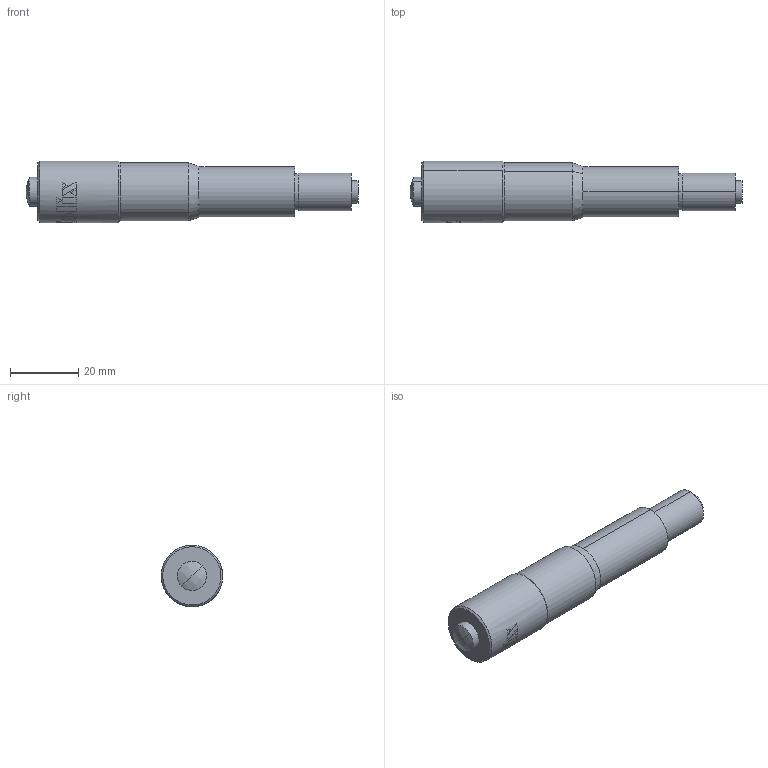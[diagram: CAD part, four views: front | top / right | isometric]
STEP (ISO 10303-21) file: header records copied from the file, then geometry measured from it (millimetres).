
FILE_DESCRIPTION (( 'STEP AP203' ), '1' );
FILE_NAME ('ACSM25-1.STEP', '2019-05-10T02:26:36', ( '' ), ( '' ), 'SwSTEP 2.0', 'SolidWorks 2016', '' );
FILE_SCHEMA (( 'CONFIG_CONTROL_DESIGN' ));
Length unit declared in the file: millimetre
Products named in the file (1): ACSM25-1
Bounding box: 97 x 17.97 x 17.97 mm (x, y, z)
Volume: 14163.6 mm3; surface area: 9297.3 mm2
Topology: 2 solids, 2 shells, 185 faces, 494 edges, 327 vertices
Faces by surface type: bspline 121, cylinder 29, plane 27, cone 6, sphere 2
Entity records: 6399 total; most frequent: CARTESIAN_POINT 2740, ORIENTED_EDGE 988, EDGE_CURVE 494, B_SPLINE_CURVE_WITH_KNOTS 376, VERTEX_POINT 327, DIRECTION 318, EDGE_LOOP 201, FACE_OUTER_BOUND 185
